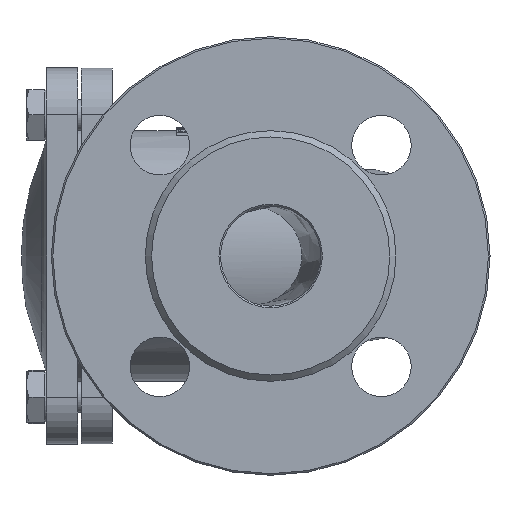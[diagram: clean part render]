
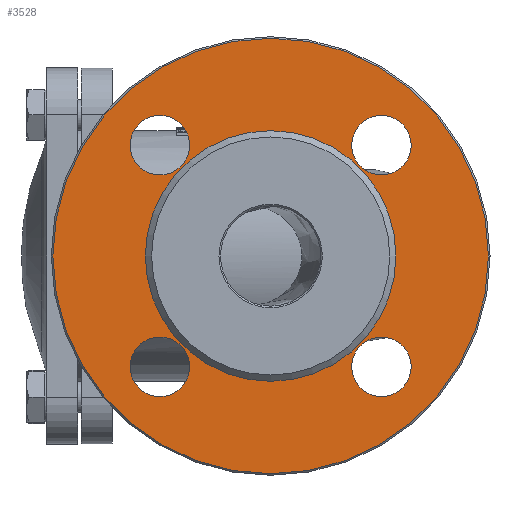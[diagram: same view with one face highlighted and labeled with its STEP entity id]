
A CAD part, left-side view. The second image highlights one B-rep face of the part: STEP entity #3528.
In plain terms, the highlighted planar face has unit normal (-1, 0, 0).
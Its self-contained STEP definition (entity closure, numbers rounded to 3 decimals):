
#305=FACE_BOUND('',#1205,.T.);
#306=FACE_BOUND('',#1206,.T.);
#307=FACE_BOUND('',#1207,.T.);
#308=FACE_BOUND('',#1208,.T.);
#309=FACE_BOUND('',#1209,.T.);
#786=PLANE('',#3895);
#968=FACE_OUTER_BOUND('',#1204,.T.);
#1204=EDGE_LOOP('',(#3095));
#1205=EDGE_LOOP('',(#3096));
#1206=EDGE_LOOP('',(#3097));
#1207=EDGE_LOOP('',(#3098));
#1208=EDGE_LOOP('',(#3099));
#1209=EDGE_LOOP('',(#3100));
#1391=CIRCLE('',#3894,69.5);
#1392=CIRCLE('',#3896,40.);
#1393=CIRCLE('',#3897,9.5);
#1394=CIRCLE('',#3898,9.5);
#1395=CIRCLE('',#3899,9.5);
#1396=CIRCLE('',#3900,9.5);
#1702=VERTEX_POINT('',#8920);
#1703=VERTEX_POINT('',#8924);
#1704=VERTEX_POINT('',#8926);
#1705=VERTEX_POINT('',#8928);
#1706=VERTEX_POINT('',#8930);
#1707=VERTEX_POINT('',#8932);
#2171=EDGE_CURVE('',#1702,#1702,#1391,.T.);
#2172=EDGE_CURVE('',#1703,#1703,#1392,.T.);
#2173=EDGE_CURVE('',#1704,#1704,#1393,.T.);
#2174=EDGE_CURVE('',#1705,#1705,#1394,.T.);
#2175=EDGE_CURVE('',#1706,#1706,#1395,.T.);
#2176=EDGE_CURVE('',#1707,#1707,#1396,.T.);
#3095=ORIENTED_EDGE('',*,*,#2171,.F.);
#3096=ORIENTED_EDGE('',*,*,#2172,.F.);
#3097=ORIENTED_EDGE('',*,*,#2173,.F.);
#3098=ORIENTED_EDGE('',*,*,#2174,.F.);
#3099=ORIENTED_EDGE('',*,*,#2175,.F.);
#3100=ORIENTED_EDGE('',*,*,#2176,.F.);
#3528=ADVANCED_FACE('',(#968,#305,#306,#307,#308,#309),#786,.F.);
#3894=AXIS2_PLACEMENT_3D('',#8922,#4712,#4713);
#3895=AXIS2_PLACEMENT_3D('',#8923,#4714,#4715);
#3896=AXIS2_PLACEMENT_3D('',#8925,#4716,#4717);
#3897=AXIS2_PLACEMENT_3D('',#8927,#4718,#4719);
#3898=AXIS2_PLACEMENT_3D('',#8929,#4720,#4721);
#3899=AXIS2_PLACEMENT_3D('',#8931,#4722,#4723);
#3900=AXIS2_PLACEMENT_3D('',#8933,#4724,#4725);
#4712=DIRECTION('center_axis',(1.,0.,0.));
#4713=DIRECTION('ref_axis',(0.,0.,1.));
#4714=DIRECTION('center_axis',(1.,0.,0.));
#4715=DIRECTION('ref_axis',(0.,0.,-1.));
#4716=DIRECTION('center_axis',(-1.,0.,0.));
#4717=DIRECTION('ref_axis',(0.,-1.,0.));
#4718=DIRECTION('center_axis',(-1.,0.,0.));
#4719=DIRECTION('ref_axis',(0.,0.,1.));
#4720=DIRECTION('center_axis',(-1.,0.,0.));
#4721=DIRECTION('ref_axis',(0.,0.,1.));
#4722=DIRECTION('center_axis',(-1.,0.,0.));
#4723=DIRECTION('ref_axis',(0.,0.,1.));
#4724=DIRECTION('center_axis',(-1.,0.,0.));
#4725=DIRECTION('ref_axis',(0.,0.,1.));
#8920=CARTESIAN_POINT('',(2.,0.,-69.5));
#8922=CARTESIAN_POINT('Origin',(2.,0.,0.));
#8923=CARTESIAN_POINT('Origin',(2.,0.,0.));
#8924=CARTESIAN_POINT('',(2.,40.,0.));
#8925=CARTESIAN_POINT('Origin',(2.,0.,0.));
#8926=CARTESIAN_POINT('',(2.,35.355,-44.855));
#8927=CARTESIAN_POINT('Origin',(2.,35.355,-35.355));
#8928=CARTESIAN_POINT('',(2.,-35.355,-44.855));
#8929=CARTESIAN_POINT('Origin',(2.,-35.355,-35.355));
#8930=CARTESIAN_POINT('',(2.,-35.355,25.855));
#8931=CARTESIAN_POINT('Origin',(2.,-35.355,35.355));
#8932=CARTESIAN_POINT('',(2.,35.355,25.855));
#8933=CARTESIAN_POINT('Origin',(2.,35.355,35.355));
